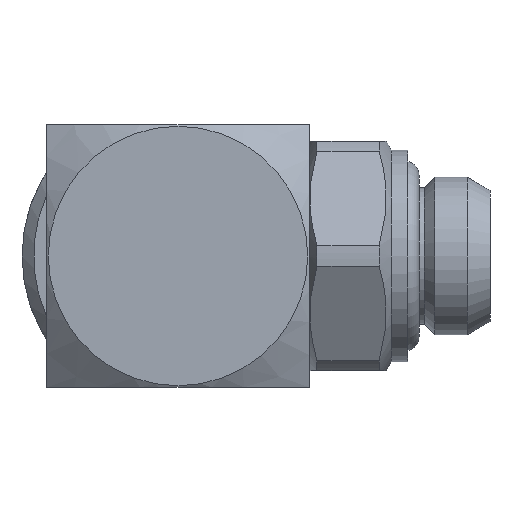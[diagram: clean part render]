
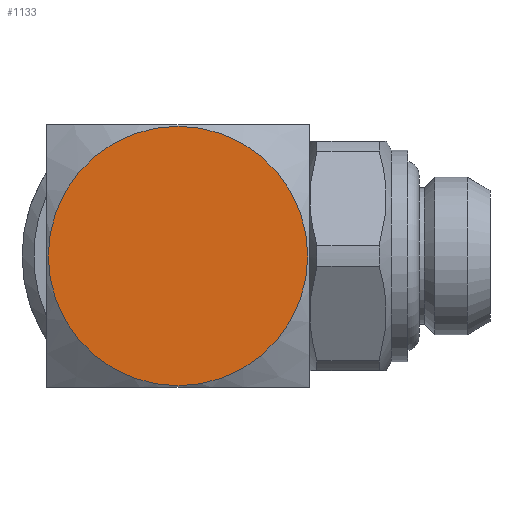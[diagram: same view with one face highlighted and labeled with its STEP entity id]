
A CAD part, left-side view. The second image highlights one B-rep face of the part: STEP entity #1133.
In plain terms, the highlighted planar face has unit normal (-1, 0, 0).
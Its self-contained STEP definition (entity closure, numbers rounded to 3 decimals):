
#1079 = EDGE_CURVE ( 'NONE', #5658, #5666, #5179, .T. ) ;
#1086 = ORIENTED_EDGE ( 'NONE', *, *, #5671, .F. ) ;
#1133 = ADVANCED_FACE ( 'NONE', ( #5055 ), #5088, .F. ) ;
#1260 = EDGE_LOOP ( 'NONE', ( #1086, #1291 ) ) ;
#1291 = ORIENTED_EDGE ( 'NONE', *, *, #1079, .F. ) ;
#4573 = CARTESIAN_POINT ( 'NONE',  ( -8., 19., 7.9 ) ) ;
#4590 = DIRECTION ( 'NONE',  ( 0., 0., -1. ) ) ;
#4591 = DIRECTION ( 'NONE',  ( 1., 0., 0. ) ) ;
#4592 = CARTESIAN_POINT ( 'NONE',  ( -8., 19., 0. ) ) ;
#4593 = AXIS2_PLACEMENT_3D ( 'NONE', #4592, #4591, #4590 ) ;
#4594 = CIRCLE ( 'NONE', #4593, 7.9 ) ;
#4601 = CARTESIAN_POINT ( 'NONE',  ( -8., 19., -7.9 ) ) ;
#5055 = FACE_OUTER_BOUND ( 'NONE', #1260, .T. ) ;
#5081 = DIRECTION ( 'NONE',  ( 0., 0., -1. ) ) ;
#5082 = DIRECTION ( 'NONE',  ( 1., 0., 0. ) ) ;
#5083 = AXIS2_PLACEMENT_3D ( 'NONE', #5087, #5082, #5081 ) ;
#5087 = CARTESIAN_POINT ( 'NONE',  ( -8., 11., 8. ) ) ;
#5088 = PLANE ( 'NONE',  #5083 ) ;
#5149 = CARTESIAN_POINT ( 'NONE',  ( -8., 19., 0. ) ) ;
#5150 = AXIS2_PLACEMENT_3D ( 'NONE', #5149, #5206, #5205 ) ;
#5179 = CIRCLE ( 'NONE', #5150, 7.9 ) ;
#5205 = DIRECTION ( 'NONE',  ( 0., 0., -1. ) ) ;
#5206 = DIRECTION ( 'NONE',  ( 1., 0., 0. ) ) ;
#5658 = VERTEX_POINT ( 'NONE', #4573 ) ;
#5666 = VERTEX_POINT ( 'NONE', #4601 ) ;
#5671 = EDGE_CURVE ( 'NONE', #5666, #5658, #4594, .T. ) ;
